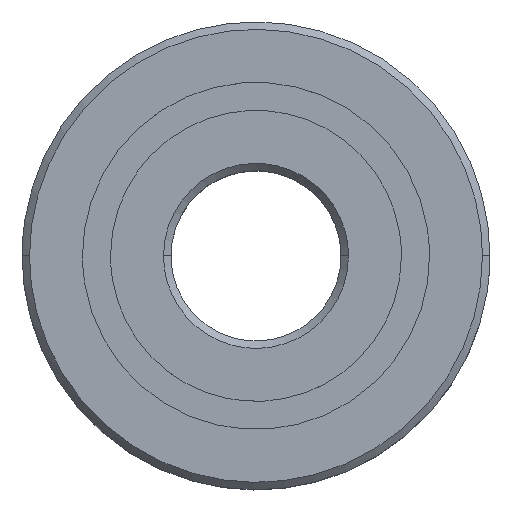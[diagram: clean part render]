
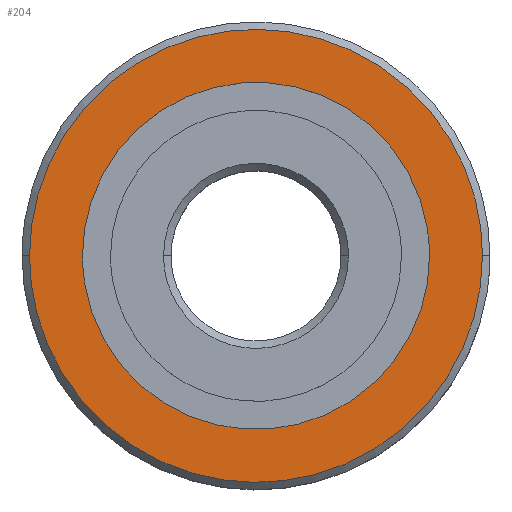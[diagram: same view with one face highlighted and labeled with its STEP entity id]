
A CAD part, top view. The second image highlights one B-rep face of the part: STEP entity #204.
In plain terms, the highlighted planar face has unit normal (0, 0, 1).
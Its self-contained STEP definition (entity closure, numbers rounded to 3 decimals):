
#189=FACE_BOUND('',#337,.T.);
#204=ADVANCED_FACE('',(#270,#189),#909,.T.);
#270=FACE_OUTER_BOUND('',#336,.T.);
#336=EDGE_LOOP('',(#431,#432));
#337=EDGE_LOOP('',(#433,#434));
#431=ORIENTED_EDGE('',*,*,#632,.F.);
#432=ORIENTED_EDGE('',*,*,#633,.F.);
#433=ORIENTED_EDGE('',*,*,#630,.T.);
#434=ORIENTED_EDGE('',*,*,#629,.T.);
#629=EDGE_CURVE('',#842,#843,#764,.T.);
#630=EDGE_CURVE('',#843,#842,#765,.T.);
#632=EDGE_CURVE('',#844,#845,#766,.T.);
#633=EDGE_CURVE('',#845,#844,#767,.T.);
#764=(
BOUNDED_CURVE()
B_SPLINE_CURVE(2,(#1360,#1361,#1362,#1363,#1364),.UNSPECIFIED.,.F.,.F.)
B_SPLINE_CURVE_WITH_KNOTS((3,2,3),(25.633,38.45,51.267),
 .UNSPECIFIED.)
CURVE()
GEOMETRIC_REPRESENTATION_ITEM()
RATIONAL_B_SPLINE_CURVE((1.,0.707,1.,0.707,1.))
REPRESENTATION_ITEM('')
);
#765=(
BOUNDED_CURVE()
B_SPLINE_CURVE(2,(#1365,#1366,#1367,#1368,#1369),.UNSPECIFIED.,.F.,.F.)
B_SPLINE_CURVE_WITH_KNOTS((3,2,3),(0.,12.817,25.633),
 .UNSPECIFIED.)
CURVE()
GEOMETRIC_REPRESENTATION_ITEM()
RATIONAL_B_SPLINE_CURVE((1.,0.707,1.,0.707,1.))
REPRESENTATION_ITEM('')
);
#766=(
BOUNDED_CURVE()
B_SPLINE_CURVE(2,(#1372,#1373,#1374,#1375,#1376),.UNSPECIFIED.,.F.,.F.)
B_SPLINE_CURVE_WITH_KNOTS((3,2,3),(0.,16.729,33.458),
 .UNSPECIFIED.)
CURVE()
GEOMETRIC_REPRESENTATION_ITEM()
RATIONAL_B_SPLINE_CURVE((1.,0.707,1.,0.707,1.))
REPRESENTATION_ITEM('')
);
#767=(
BOUNDED_CURVE()
B_SPLINE_CURVE(2,(#1377,#1378,#1379,#1380,#1381),.UNSPECIFIED.,.F.,.F.)
B_SPLINE_CURVE_WITH_KNOTS((3,2,3),(33.458,50.187,66.916),
 .UNSPECIFIED.)
CURVE()
GEOMETRIC_REPRESENTATION_ITEM()
RATIONAL_B_SPLINE_CURVE((1.,0.707,1.,0.707,1.))
REPRESENTATION_ITEM('')
);
#842=VERTEX_POINT('',#1306);
#843=VERTEX_POINT('',#1307);
#844=VERTEX_POINT('',#1308);
#845=VERTEX_POINT('',#1309);
#909=PLANE('',#995);
#995=AXIS2_PLACEMENT_3D('',#1157,#1006,$);
#1006=DIRECTION('',(0.,0.,1.));
#1157=CARTESIAN_POINT('',(-12.9,12.9,7.));
#1306=CARTESIAN_POINT('',(-8.159,0.,7.));
#1307=CARTESIAN_POINT('',(8.159,0.,7.));
#1308=CARTESIAN_POINT('',(10.65,0.,7.));
#1309=CARTESIAN_POINT('',(-10.65,0.,7.));
#1360=CARTESIAN_POINT('',(-8.159,0.,7.));
#1361=CARTESIAN_POINT('',(-8.159,8.159,7.));
#1362=CARTESIAN_POINT('',(0.,8.159,7.));
#1363=CARTESIAN_POINT('',(8.159,8.159,7.));
#1364=CARTESIAN_POINT('',(8.159,0.,7.));
#1365=CARTESIAN_POINT('',(8.159,0.,7.));
#1366=CARTESIAN_POINT('',(8.159,-8.159,7.));
#1367=CARTESIAN_POINT('',(0.,-8.159,7.));
#1368=CARTESIAN_POINT('',(-8.159,-8.159,7.));
#1369=CARTESIAN_POINT('',(-8.159,0.,7.));
#1372=CARTESIAN_POINT('',(10.65,0.,7.));
#1373=CARTESIAN_POINT('',(10.65,-10.65,7.));
#1374=CARTESIAN_POINT('',(0.,-10.65,7.));
#1375=CARTESIAN_POINT('',(-10.65,-10.65,7.));
#1376=CARTESIAN_POINT('',(-10.65,0.,7.));
#1377=CARTESIAN_POINT('',(-10.65,0.,7.));
#1378=CARTESIAN_POINT('',(-10.65,10.65,7.));
#1379=CARTESIAN_POINT('',(0.,10.65,7.));
#1380=CARTESIAN_POINT('',(10.65,10.65,7.));
#1381=CARTESIAN_POINT('',(10.65,0.,7.));
